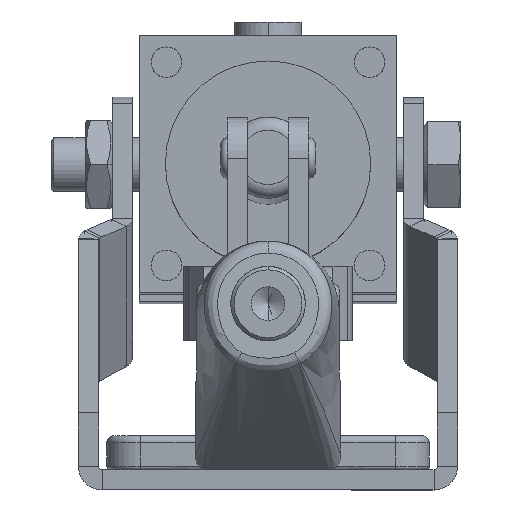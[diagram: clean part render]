
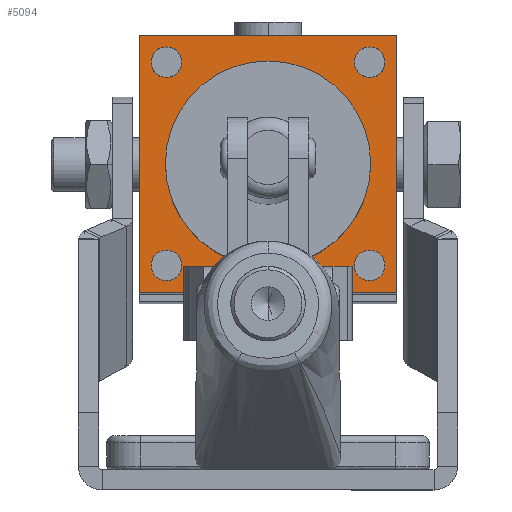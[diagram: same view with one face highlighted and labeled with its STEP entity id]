
A CAD part, left-side view. The second image highlights one B-rep face of the part: STEP entity #5094.
In plain terms, the highlighted face is planar.
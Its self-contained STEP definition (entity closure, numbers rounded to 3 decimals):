
#268 = AXIS2_PLACEMENT_3D ( 'NONE', #3360, #3361, #3362 ) ;
#274 = AXIS2_PLACEMENT_3D ( 'NONE', #3390, #3391, #3392 ) ;
#280 = AXIS2_PLACEMENT_3D ( 'NONE', #3420, #3421, #3422 ) ;
#286 = AXIS2_PLACEMENT_3D ( 'NONE', #3461, #3462, #3463 ) ;
#306 = AXIS2_PLACEMENT_3D ( 'NONE', #3561, #3562, #3563 ) ;
#3360 = CARTESIAN_POINT ( 'NONE',  ( 3., -15., 15. ) ) ;
#3361 = DIRECTION ( 'NONE',  ( 1., 0., 0. ) ) ;
#3362 = DIRECTION ( 'NONE',  ( 0., 1., 0. ) ) ;
#3390 = CARTESIAN_POINT ( 'NONE',  ( 3., -15., -15. ) ) ;
#3391 = DIRECTION ( 'NONE',  ( 1., 0., 0. ) ) ;
#3392 = DIRECTION ( 'NONE',  ( 0., 1., 0. ) ) ;
#3420 = CARTESIAN_POINT ( 'NONE',  ( 3., 15., -15. ) ) ;
#3421 = DIRECTION ( 'NONE',  ( 1., 0., 0. ) ) ;
#3422 = DIRECTION ( 'NONE',  ( 0., 1., 0. ) ) ;
#3461 = CARTESIAN_POINT ( 'NONE',  ( 3., 15., 15. ) ) ;
#3462 = DIRECTION ( 'NONE',  ( 1., 0., 0. ) ) ;
#3463 = DIRECTION ( 'NONE',  ( 0., 1., 0. ) ) ;
#3561 = CARTESIAN_POINT ( 'NONE',  ( 3., 0., 0. ) ) ;
#3562 = DIRECTION ( 'NONE',  ( 1., 0., 0. ) ) ;
#3563 = DIRECTION ( 'NONE',  ( 0., 1., 0. ) ) ;
#4451 = FACE_BOUND ( 'NONE', #11077, .T. ) ;
#4452 = FACE_BOUND ( 'NONE', #11076, .T. ) ;
#4453 = FACE_OUTER_BOUND ( 'NONE', #11102, .T. ) ;
#4454 = FACE_BOUND ( 'NONE', #11108, .T. ) ;
#4455 = FACE_BOUND ( 'NONE', #11123, .T. ) ;
#4456 = FACE_BOUND ( 'NONE', #11118, .T. ) ;
#5094 = ADVANCED_FACE ( 'NONE', ( #4451, #4455, #4452, #4454, #4453, #4456 ), #25372, .F. ) ;
#5974 = CARTESIAN_POINT ( 'NONE',  ( 3., 17.25, -15. ) ) ;
#6415 = CARTESIAN_POINT ( 'NONE',  ( 3., 19., 19. ) ) ;
#6422 = DIRECTION ( 'NONE',  ( 0., 0., -1. ) ) ;
#6447 = CARTESIAN_POINT ( 'NONE',  ( 3., -15., 15. ) ) ;
#6448 = DIRECTION ( 'NONE',  ( 1., 0., 0. ) ) ;
#6449 = DIRECTION ( 'NONE',  ( 0., 1., 0. ) ) ;
#6450 = CARTESIAN_POINT ( 'NONE',  ( 3., -15., -15. ) ) ;
#6451 = DIRECTION ( 'NONE',  ( 1., 0., 0. ) ) ;
#6452 = DIRECTION ( 'NONE',  ( 0., 1., 0. ) ) ;
#6453 = CARTESIAN_POINT ( 'NONE',  ( 3., 15., -15. ) ) ;
#6454 = DIRECTION ( 'NONE',  ( 1., 0., 0. ) ) ;
#6455 = DIRECTION ( 'NONE',  ( 0., 1., 0. ) ) ;
#6456 = CARTESIAN_POINT ( 'NONE',  ( 3., -19., 19. ) ) ;
#6457 = CARTESIAN_POINT ( 'NONE',  ( 3., 19., -19. ) ) ;
#6458 = CARTESIAN_POINT ( 'NONE',  ( 3., 15., 15. ) ) ;
#6459 = DIRECTION ( 'NONE',  ( 1., 0., 0. ) ) ;
#6460 = DIRECTION ( 'NONE',  ( 0., 1., 0. ) ) ;
#6461 = DIRECTION ( 'NONE',  ( 0., -1., 0. ) ) ;
#6462 = CARTESIAN_POINT ( 'NONE',  ( 3., 19., 19. ) ) ;
#6464 = DIRECTION ( 'NONE',  ( 0., 0., -1. ) ) ;
#6466 = DIRECTION ( 'NONE',  ( 0., -1., 0. ) ) ;
#6469 = CARTESIAN_POINT ( 'NONE',  ( 3., 0., 0. ) ) ;
#6470 = DIRECTION ( 'NONE',  ( 1., 0., 0. ) ) ;
#6471 = DIRECTION ( 'NONE',  ( 0., 1., 0. ) ) ;
#6506 = CARTESIAN_POINT ( 'NONE',  ( 3., -12.75, 15. ) ) ;
#8634 = VERTEX_POINT ( 'NONE', #5974 ) ;
#8717 = EDGE_CURVE ( 'NONE', #10605, #10609, #12019, .T. ) ;
#8728 = EDGE_CURVE ( 'NONE', #8953, #8757, #12037, .T. ) ;
#8729 = EDGE_CURVE ( 'NONE', #8958, #22738, #12033, .T. ) ;
#8730 = EDGE_CURVE ( 'NONE', #22867, #8634, #12039, .T. ) ;
#8731 = EDGE_CURVE ( 'NONE', #22906, #22933, #12040, .T. ) ;
#8733 = EDGE_CURVE ( 'NONE', #10609, #10601, #12044, .T. ) ;
#8734 = EDGE_CURVE ( 'NONE', #10599, #10601, #12042, .T. ) ;
#8736 = EDGE_CURVE ( 'NONE', #10605, #10599, #12048, .T. ) ;
#8737 = EDGE_CURVE ( 'NONE', #21191, #22768, #12046, .T. ) ;
#8757 = VERTEX_POINT ( 'NONE', #6506 ) ;
#8953 = VERTEX_POINT ( 'NONE', #29272 ) ;
#8958 = VERTEX_POINT ( 'NONE', #29314 ) ;
#10599 = VERTEX_POINT ( 'NONE', #23084 ) ;
#10601 = VERTEX_POINT ( 'NONE', #23086 ) ;
#10605 = VERTEX_POINT ( 'NONE', #23090 ) ;
#10609 = VERTEX_POINT ( 'NONE', #23094 ) ;
#11076 = EDGE_LOOP ( 'NONE', ( #13415, #13416 ) ) ;
#11077 = EDGE_LOOP ( 'NONE', ( #13411, #13412 ) ) ;
#11102 = EDGE_LOOP ( 'NONE', ( #13419, #13420, #13421, #13422 ) ) ;
#11108 = EDGE_LOOP ( 'NONE', ( #13417, #13418 ) ) ;
#11118 = EDGE_LOOP ( 'NONE', ( #13423, #13424 ) ) ;
#11123 = EDGE_LOOP ( 'NONE', ( #13413, #13414 ) ) ;
#12019 = LINE ( 'NONE', #6415, #12023 ) ;
#12023 = VECTOR ( 'NONE', #6422, 1000. ) ;
#12033 = CIRCLE ( 'NONE', #30100, 2.25 ) ;
#12037 = CIRCLE ( 'NONE', #30099, 2.25 ) ;
#12039 = CIRCLE ( 'NONE', #30101, 2.25 ) ;
#12040 = CIRCLE ( 'NONE', #30102, 2.25 ) ;
#12041 = VECTOR ( 'NONE', #6464, 1000. ) ;
#12042 = LINE ( 'NONE', #6456, #12041 ) ;
#12044 = LINE ( 'NONE', #6457, #12045 ) ;
#12045 = VECTOR ( 'NONE', #6461, 1000. ) ;
#12046 = CIRCLE ( 'NONE', #30103, 15.15 ) ;
#12048 = LINE ( 'NONE', #6462, #12049 ) ;
#12049 = VECTOR ( 'NONE', #6466, 1000. ) ;
#13411 = ORIENTED_EDGE ( 'NONE', *, *, #8728, .T. ) ;
#13412 = ORIENTED_EDGE ( 'NONE', *, *, #26067, .T. ) ;
#13413 = ORIENTED_EDGE ( 'NONE', *, *, #8729, .T. ) ;
#13414 = ORIENTED_EDGE ( 'NONE', *, *, #26079, .T. ) ;
#13415 = ORIENTED_EDGE ( 'NONE', *, *, #8730, .T. ) ;
#13416 = ORIENTED_EDGE ( 'NONE', *, *, #26091, .T. ) ;
#13417 = ORIENTED_EDGE ( 'NONE', *, *, #8731, .T. ) ;
#13418 = ORIENTED_EDGE ( 'NONE', *, *, #34587, .T. ) ;
#13419 = ORIENTED_EDGE ( 'NONE', *, *, #8733, .T. ) ;
#13420 = ORIENTED_EDGE ( 'NONE', *, *, #8734, .F. ) ;
#13421 = ORIENTED_EDGE ( 'NONE', *, *, #8736, .F. ) ;
#13422 = ORIENTED_EDGE ( 'NONE', *, *, #8717, .T. ) ;
#13423 = ORIENTED_EDGE ( 'NONE', *, *, #8737, .T. ) ;
#13424 = ORIENTED_EDGE ( 'NONE', *, *, #34627, .T. ) ;
#15525 = CARTESIAN_POINT ( 'NONE',  ( 3., 0., 15.15 ) ) ;
#21191 = VERTEX_POINT ( 'NONE', #15525 ) ;
#21893 = CIRCLE ( 'NONE', #268, 2.25 ) ;
#21908 = CIRCLE ( 'NONE', #274, 2.25 ) ;
#21926 = CIRCLE ( 'NONE', #280, 2.25 ) ;
#21951 = CIRCLE ( 'NONE', #286, 2.25 ) ;
#22007 = CIRCLE ( 'NONE', #306, 15.15 ) ;
#22738 = VERTEX_POINT ( 'NONE', #26249 ) ;
#22768 = VERTEX_POINT ( 'NONE', #26279 ) ;
#22867 = VERTEX_POINT ( 'NONE', #26378 ) ;
#22906 = VERTEX_POINT ( 'NONE', #26417 ) ;
#22933 = VERTEX_POINT ( 'NONE', #26444 ) ;
#23084 = CARTESIAN_POINT ( 'NONE',  ( 3., -19., 19. ) ) ;
#23086 = CARTESIAN_POINT ( 'NONE',  ( 3., -19., -19. ) ) ;
#23090 = CARTESIAN_POINT ( 'NONE',  ( 3., 19., 19. ) ) ;
#23094 = CARTESIAN_POINT ( 'NONE',  ( 3., 19., -19. ) ) ;
#25364 = DIRECTION ( 'NONE',  ( 1., 0., 0. ) ) ;
#25372 = PLANE ( 'NONE',  #34843 ) ;
#25373 = CARTESIAN_POINT ( 'NONE',  ( 3., 19., 19. ) ) ;
#25375 = DIRECTION ( 'NONE',  ( 0., 1., 0. ) ) ;
#26067 = EDGE_CURVE ( 'NONE', #8757, #8953, #21893, .T. ) ;
#26079 = EDGE_CURVE ( 'NONE', #22738, #8958, #21908, .T. ) ;
#26091 = EDGE_CURVE ( 'NONE', #8634, #22867, #21926, .T. ) ;
#26249 = CARTESIAN_POINT ( 'NONE',  ( 3., -12.75, -15. ) ) ;
#26279 = CARTESIAN_POINT ( 'NONE',  ( 3., 0., -15.15 ) ) ;
#26378 = CARTESIAN_POINT ( 'NONE',  ( 3., 12.75, -15. ) ) ;
#26417 = CARTESIAN_POINT ( 'NONE',  ( 3., 12.75, 15. ) ) ;
#26444 = CARTESIAN_POINT ( 'NONE',  ( 3., 17.25, 15. ) ) ;
#29272 = CARTESIAN_POINT ( 'NONE',  ( 3., -17.25, 15. ) ) ;
#29314 = CARTESIAN_POINT ( 'NONE',  ( 3., -17.25, -15. ) ) ;
#30099 = AXIS2_PLACEMENT_3D ( 'NONE', #6447, #6448, #6449 ) ;
#30100 = AXIS2_PLACEMENT_3D ( 'NONE', #6450, #6451, #6452 ) ;
#30101 = AXIS2_PLACEMENT_3D ( 'NONE', #6453, #6454, #6455 ) ;
#30102 = AXIS2_PLACEMENT_3D ( 'NONE', #6458, #6459, #6460 ) ;
#30103 = AXIS2_PLACEMENT_3D ( 'NONE', #6469, #6470, #6471 ) ;
#34587 = EDGE_CURVE ( 'NONE', #22933, #22906, #21951, .T. ) ;
#34627 = EDGE_CURVE ( 'NONE', #22768, #21191, #22007, .T. ) ;
#34843 = AXIS2_PLACEMENT_3D ( 'NONE', #25373, #25364, #25375 ) ;
